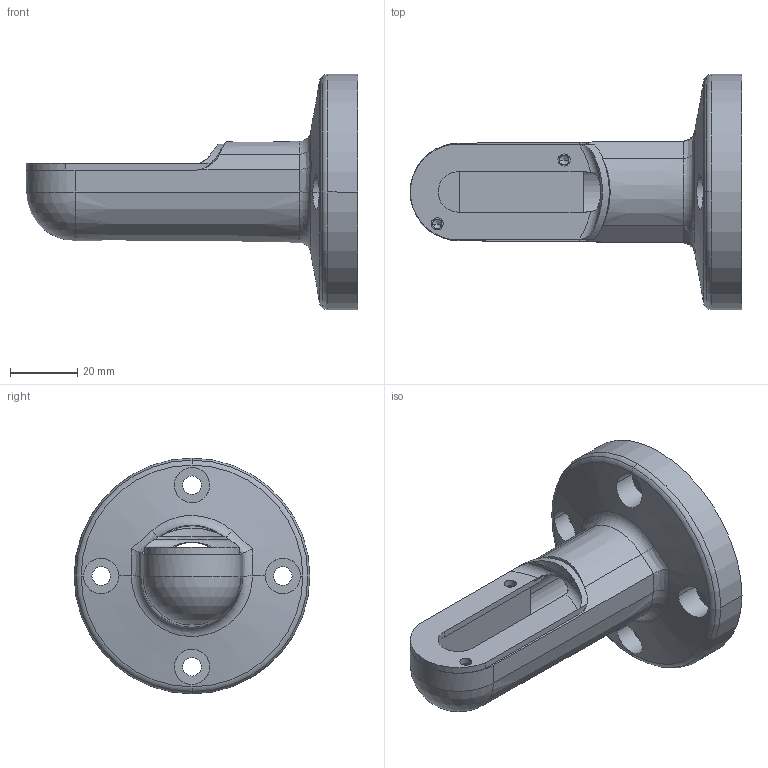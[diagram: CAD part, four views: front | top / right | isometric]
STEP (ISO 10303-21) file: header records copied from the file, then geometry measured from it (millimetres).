
FILE_DESCRIPTION((''),'2;1');
FILE_NAME('97584085B','2011-11-11T',('dhelisch'),(''),'PRO/ENGINEER BY PARAMETRIC TECHNOLOGY CORPORATION, 2007250','PRO/ENGINEER BY PARAMETRIC TECHNOLOGY CORPORATION, 2007250','');
FILE_SCHEMA(('CONFIG_CONTROL_DESIGN'));
Length unit declared in the file: millimetre
Products named in the file (1): 97584085B
Bounding box: 98.5 x 70 x 70 mm (x, y, z)
Volume: 72194.3 mm3; surface area: 23203.4 mm2
Topology: 1 solids, 1 shells, 106 faces, 288 edges, 187 vertices
Faces by surface type: cylinder 48, plane 29, cone 14, torus 10, bspline 4, sphere 1
Entity records: 4692 total; most frequent: CARTESIAN_POINT 1091, ORIENTED_EDGE 566, DIRECTION 545, PRESENTATION_STYLE_ASSIGNMENT 284, STYLED_ITEM 284, CURVE_STYLE 283, EDGE_CURVE 283, AXIS2_PLACEMENT_3D 223
